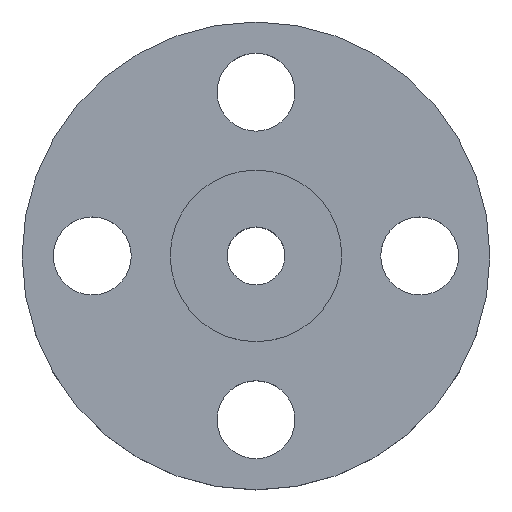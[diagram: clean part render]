
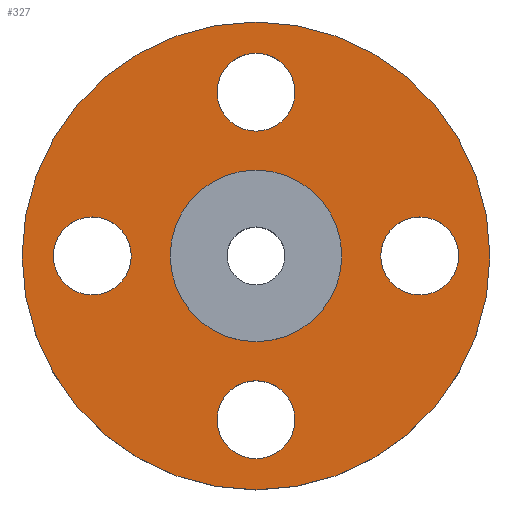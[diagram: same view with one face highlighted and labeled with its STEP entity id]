
A CAD part, top view. The second image highlights one B-rep face of the part: STEP entity #327.
In plain terms, the highlighted planar face has unit normal (0, 0, 1).
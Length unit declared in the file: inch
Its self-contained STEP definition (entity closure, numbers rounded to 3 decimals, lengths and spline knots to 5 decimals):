
#2 = DIRECTION ( 'NONE',  ( 0., 0., 1. ) ) ;
#6 = DIRECTION ( 'NONE',  ( -1., 0., 0. ) ) ;
#9 = DIRECTION ( 'NONE',  ( 0., 0., 1. ) ) ;
#19 = VERTEX_POINT ( 'NONE', #755 ) ;
#32 = EDGE_CURVE ( 'NONE', #596, #537, #392, .T. ) ;
#38 = AXIS2_PLACEMENT_3D ( 'NONE', #595, #2, #259 ) ;
#52 = AXIS2_PLACEMENT_3D ( 'NONE', #340, #626, #491 ) ;
#72 = DIRECTION ( 'NONE',  ( 1., 0., 0. ) ) ;
#73 = DIRECTION ( 'NONE',  ( 0., 1., 0. ) ) ;
#77 = CARTESIAN_POINT ( 'NONE',  ( -1., 0., -0.25 ) ) ;
#83 = DIRECTION ( 'NONE',  ( 0., 0., 1. ) ) ;
#86 = EDGE_CURVE ( 'NONE', #621, #701, #529, .T. ) ;
#105 = EDGE_LOOP ( 'NONE', ( #817, #270 ) ) ;
#106 = EDGE_LOOP ( 'NONE', ( #679, #694 ) ) ;
#112 = EDGE_LOOP ( 'NONE', ( #221, #728 ) ) ;
#134 = CIRCLE ( 'NONE', #142, 0.3125 ) ;
#135 = DIRECTION ( 'NONE',  ( 0., 0., 1. ) ) ;
#139 = VERTEX_POINT ( 'NONE', #171 ) ;
#142 = AXIS2_PLACEMENT_3D ( 'NONE', #480, #280, #231 ) ;
#148 = FACE_BOUND ( 'NONE', #351, .T. ) ;
#149 = CARTESIAN_POINT ( 'NONE',  ( -0.3125, -1.3125, -0.25 ) ) ;
#155 = CARTESIAN_POINT ( 'NONE',  ( -1.3125, 0., -0.25 ) ) ;
#159 = EDGE_LOOP ( 'NONE', ( #471, #859 ) ) ;
#165 = VERTEX_POINT ( 'NONE', #581 ) ;
#166 = CIRCLE ( 'NONE', #446, 0.3125 ) ;
#171 = CARTESIAN_POINT ( 'NONE',  ( 1.625, 0., -0.25 ) ) ;
#180 = AXIS2_PLACEMENT_3D ( 'NONE', #677, #83, #338 ) ;
#182 = EDGE_CURVE ( 'NONE', #551, #757, #771, .T. ) ;
#193 = CARTESIAN_POINT ( 'NONE',  ( 0., -1.3125, -0.25 ) ) ;
#207 = EDGE_CURVE ( 'NONE', #139, #19, #772, .T. ) ;
#209 = DIRECTION ( 'NONE',  ( 1., 0., 0. ) ) ;
#210 = CIRCLE ( 'NONE', #180, 0.6875 ) ;
#214 = FACE_BOUND ( 'NONE', #112, .T. ) ;
#220 = CARTESIAN_POINT ( 'NONE',  ( -1.875, 0., -0.25 ) ) ;
#221 = ORIENTED_EDGE ( 'NONE', *, *, #182, .F. ) ;
#231 = DIRECTION ( 'NONE',  ( -1., 0., 0. ) ) ;
#254 = AXIS2_PLACEMENT_3D ( 'NONE', #193, #135, #73 ) ;
#259 = DIRECTION ( 'NONE',  ( 1., 0., 0. ) ) ;
#264 = CARTESIAN_POINT ( 'NONE',  ( 0.3125, -1.3125, -0.25 ) ) ;
#270 = ORIENTED_EDGE ( 'NONE', *, *, #648, .F. ) ;
#276 = FACE_BOUND ( 'NONE', #450, .T. ) ;
#279 = EDGE_CURVE ( 'NONE', #165, #807, #617, .T. ) ;
#280 = DIRECTION ( 'NONE',  ( 0., 0., 1. ) ) ;
#315 = CARTESIAN_POINT ( 'NONE',  ( 0.6875, 0., -0.25 ) ) ;
#316 = CARTESIAN_POINT ( 'NONE',  ( 0., 0., -0.25 ) ) ;
#317 = ORIENTED_EDGE ( 'NONE', *, *, #782, .F. ) ;
#323 = EDGE_CURVE ( 'NONE', #19, #139, #134, .T. ) ;
#327 = ADVANCED_FACE ( 'NONE', ( #618, #276, #148, #754, #214, #681 ), #610, .F. ) ;
#332 = AXIS2_PLACEMENT_3D ( 'NONE', #389, #527, #6 ) ;
#338 = DIRECTION ( 'NONE',  ( 1., 0., 0. ) ) ;
#340 = CARTESIAN_POINT ( 'NONE',  ( 0., 0.6875, -0.25 ) ) ;
#351 = EDGE_LOOP ( 'NONE', ( #456, #317 ) ) ;
#353 = EDGE_CURVE ( 'NONE', #757, #551, #210, .T. ) ;
#364 = CARTESIAN_POINT ( 'NONE',  ( 0., 1.3125, -0.25 ) ) ;
#389 = CARTESIAN_POINT ( 'NONE',  ( 1.3125, 0., -0.25 ) ) ;
#392 = CIRCLE ( 'NONE', #486, 0.3125 ) ;
#421 = ORIENTED_EDGE ( 'NONE', *, *, #323, .F. ) ;
#422 = DIRECTION ( 'NONE',  ( 1., 0., 0. ) ) ;
#446 = AXIS2_PLACEMENT_3D ( 'NONE', #718, #520, #789 ) ;
#450 = EDGE_LOOP ( 'NONE', ( #623, #421 ) ) ;
#456 = ORIENTED_EDGE ( 'NONE', *, *, #569, .F. ) ;
#460 = AXIS2_PLACEMENT_3D ( 'NONE', #845, #568, #422 ) ;
#465 = CARTESIAN_POINT ( 'NONE',  ( 0., -1.3125, -0.25 ) ) ;
#471 = ORIENTED_EDGE ( 'NONE', *, *, #86, .F. ) ;
#480 = CARTESIAN_POINT ( 'NONE',  ( 1.3125, 0., -0.25 ) ) ;
#481 = EDGE_CURVE ( 'NONE', #807, #165, #838, .T. ) ;
#486 = AXIS2_PLACEMENT_3D ( 'NONE', #155, #813, #209 ) ;
#491 = DIRECTION ( 'NONE',  ( -1., 0., 0. ) ) ;
#499 = AXIS2_PLACEMENT_3D ( 'NONE', #316, #663, #72 ) ;
#511 = DIRECTION ( 'NONE',  ( 0., 0., 1. ) ) ;
#517 = CIRCLE ( 'NONE', #254, 0.3125 ) ;
#520 = DIRECTION ( 'NONE',  ( 0., 0., 1. ) ) ;
#522 = DIRECTION ( 'NONE',  ( 1., 0., 0. ) ) ;
#527 = DIRECTION ( 'NONE',  ( 0., 0., 1. ) ) ;
#529 = CIRCLE ( 'NONE', #702, 0.3125 ) ;
#531 = CIRCLE ( 'NONE', #841, 0.3125 ) ;
#534 = DIRECTION ( 'NONE',  ( 0., 1., 0. ) ) ;
#537 = VERTEX_POINT ( 'NONE', #778 ) ;
#551 = VERTEX_POINT ( 'NONE', #315 ) ;
#567 = DIRECTION ( 'NONE',  ( 0., 0., 1. ) ) ;
#568 = DIRECTION ( 'NONE',  ( 0., 0., 1. ) ) ;
#569 = EDGE_CURVE ( 'NONE', #752, #820, #517, .T. ) ;
#581 = CARTESIAN_POINT ( 'NONE',  ( 1.875, 0., -0.25 ) ) ;
#582 = CARTESIAN_POINT ( 'NONE',  ( 0.3125, 1.3125, -0.25 ) ) ;
#595 = CARTESIAN_POINT ( 'NONE',  ( 0., 0., -0.25 ) ) ;
#596 = VERTEX_POINT ( 'NONE', #77 ) ;
#607 = EDGE_CURVE ( 'NONE', #701, #621, #166, .T. ) ;
#610 = PLANE ( 'NONE',  #52 ) ;
#617 = CIRCLE ( 'NONE', #38, 1.875 ) ;
#618 = FACE_BOUND ( 'NONE', #159, .T. ) ;
#621 = VERTEX_POINT ( 'NONE', #582 ) ;
#623 = ORIENTED_EDGE ( 'NONE', *, *, #207, .F. ) ;
#626 = DIRECTION ( 'NONE',  ( 0., 0., -1. ) ) ;
#633 = AXIS2_PLACEMENT_3D ( 'NONE', #465, #9, #534 ) ;
#637 = DIRECTION ( 'NONE',  ( 0., -1., 0. ) ) ;
#648 = EDGE_CURVE ( 'NONE', #537, #596, #531, .T. ) ;
#656 = CARTESIAN_POINT ( 'NONE',  ( -0.3125, 1.3125, -0.25 ) ) ;
#663 = DIRECTION ( 'NONE',  ( 0., 0., 1. ) ) ;
#670 = CARTESIAN_POINT ( 'NONE',  ( -0.6875, 0., -0.25 ) ) ;
#677 = CARTESIAN_POINT ( 'NONE',  ( 0., 0., -0.25 ) ) ;
#679 = ORIENTED_EDGE ( 'NONE', *, *, #279, .T. ) ;
#681 = FACE_OUTER_BOUND ( 'NONE', #106, .T. ) ;
#694 = ORIENTED_EDGE ( 'NONE', *, *, #481, .T. ) ;
#701 = VERTEX_POINT ( 'NONE', #656 ) ;
#702 = AXIS2_PLACEMENT_3D ( 'NONE', #364, #567, #637 ) ;
#715 = CIRCLE ( 'NONE', #633, 0.3125 ) ;
#718 = CARTESIAN_POINT ( 'NONE',  ( 0., 1.3125, -0.25 ) ) ;
#728 = ORIENTED_EDGE ( 'NONE', *, *, #353, .F. ) ;
#752 = VERTEX_POINT ( 'NONE', #264 ) ;
#754 = FACE_BOUND ( 'NONE', #105, .T. ) ;
#755 = CARTESIAN_POINT ( 'NONE',  ( 1., 0., -0.25 ) ) ;
#757 = VERTEX_POINT ( 'NONE', #670 ) ;
#771 = CIRCLE ( 'NONE', #499, 0.6875 ) ;
#772 = CIRCLE ( 'NONE', #332, 0.3125 ) ;
#778 = CARTESIAN_POINT ( 'NONE',  ( -1.625, 0., -0.25 ) ) ;
#782 = EDGE_CURVE ( 'NONE', #820, #752, #715, .T. ) ;
#786 = CARTESIAN_POINT ( 'NONE',  ( -1.3125, 0., -0.25 ) ) ;
#789 = DIRECTION ( 'NONE',  ( 0., -1., 0. ) ) ;
#807 = VERTEX_POINT ( 'NONE', #220 ) ;
#813 = DIRECTION ( 'NONE',  ( 0., 0., 1. ) ) ;
#817 = ORIENTED_EDGE ( 'NONE', *, *, #32, .F. ) ;
#820 = VERTEX_POINT ( 'NONE', #149 ) ;
#838 = CIRCLE ( 'NONE', #460, 1.875 ) ;
#841 = AXIS2_PLACEMENT_3D ( 'NONE', #786, #511, #522 ) ;
#845 = CARTESIAN_POINT ( 'NONE',  ( 0., 0., -0.25 ) ) ;
#859 = ORIENTED_EDGE ( 'NONE', *, *, #607, .F. ) ;
